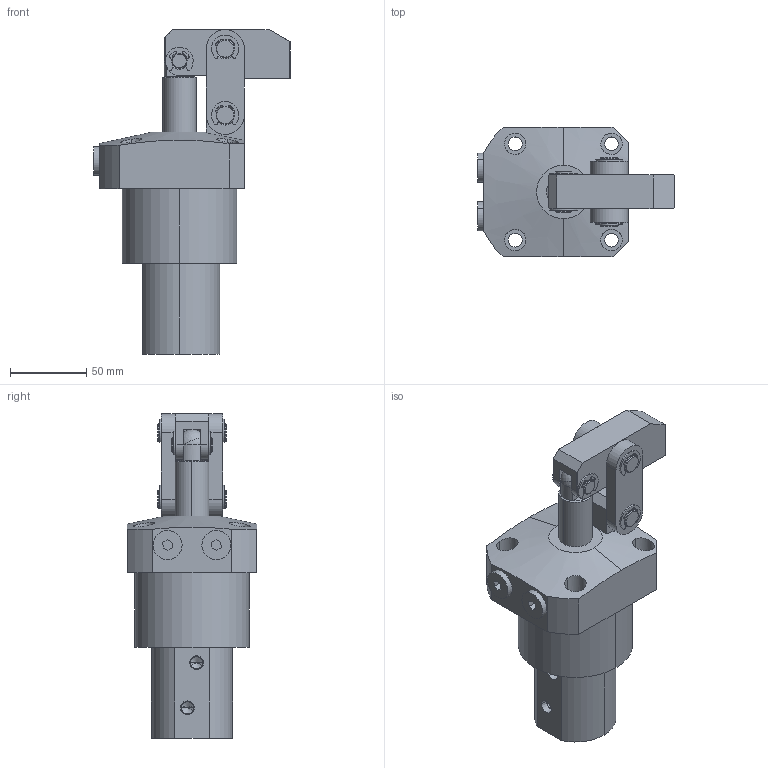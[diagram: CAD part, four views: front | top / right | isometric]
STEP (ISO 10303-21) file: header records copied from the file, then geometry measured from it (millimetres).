
FILE_DESCRIPTION (( 'STEP AP214' ), '1' );
FILE_NAME ('CLKA-075GN杠杆油压缸三维图 .STEP', '2021-03-20T08:23:41', ( 'PC' ), ( '' ), 'SwSTEP 2.0', 'SolidWorks 2016', '' );
FILE_SCHEMA (( 'AUTOMOTIVE_DESIGN' ));
Length unit declared in the file: millimetre
Products named in the file (9): 075GN掛极 ; 囀鞠褒黑芛郔陔1-4; 075活塞杆; 揤旋; 种粣2; 种粣1; 蟀裝; 縐銅; CLKA-075GN杠杆油压缸三维图 
Assembly tree (16 placements, depth 2):
  CLKA-075GN杠杆油压缸三维图 
    縐銅  x6
    蟀裝  x2
    种粣1
    种粣2  x2
    揤旋
    075活塞杆
    囀鞠褒黑芛郔陔1-4  x2
    075GN掛极 
Bounding box: 128.5 x 85 x 212.5 mm (x, y, z)
Volume: 589319.8 mm3; surface area: 117042.7 mm2
Topology: 17 solids, 17 shells, 424 faces, 1031 edges, 663 vertices
Faces by surface type: cylinder 202, plane 147, cone 69, bspline 4, sphere 2
Entity records: 11063 total; most frequent: CARTESIAN_POINT 1914, DIRECTION 1379, ORIENTED_EDGE 1196, EDGE_CURVE 598, AXIS2_PLACEMENT_3D 547, VERTEX_POINT 385, EDGE_LOOP 313, VECTOR 285
